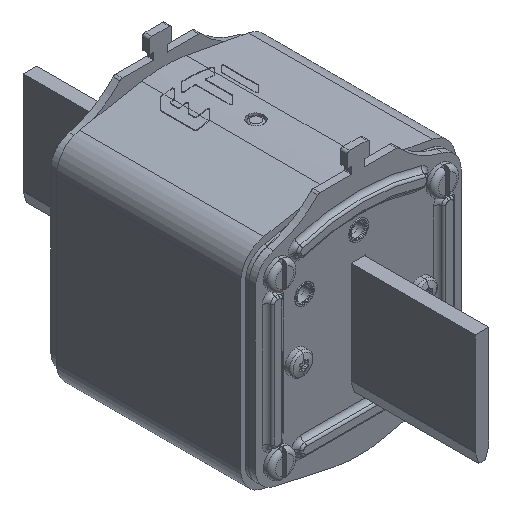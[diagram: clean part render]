
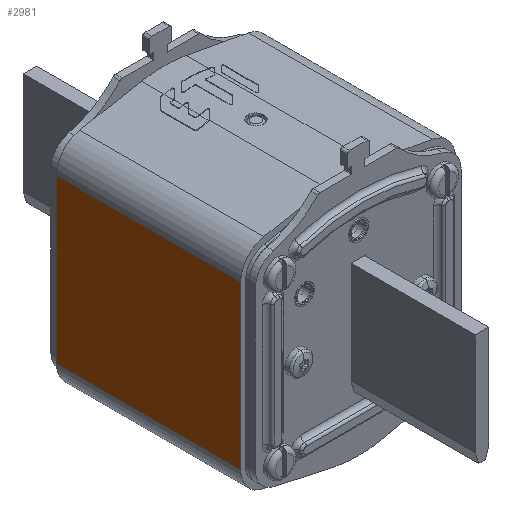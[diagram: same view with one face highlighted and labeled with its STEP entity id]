
A CAD part, isometric view. The second image highlights one B-rep face of the part: STEP entity #2981.
In plain terms, the highlighted face is planar.
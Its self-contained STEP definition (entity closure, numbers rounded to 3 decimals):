
#222=DIRECTION('',(1.,0.,0.));
#223=VECTOR('',#222,72.);
#224=CARTESIAN_POINT('',(-36.,-47.5,-40.75));
#225=LINE('',#224,#223);
#261=DIRECTION('',(0.,0.,1.));
#262=VECTOR('',#261,81.5);
#263=CARTESIAN_POINT('',(36.,-47.5,-40.75));
#264=LINE('',#263,#262);
#268=DIRECTION('',(0.,0.,1.));
#269=VECTOR('',#268,81.5);
#270=CARTESIAN_POINT('',(-36.,-47.5,-40.75));
#271=LINE('',#270,#269);
#2457=DIRECTION('',(1.,0.,0.));
#2458=VECTOR('',#2457,72.);
#2459=CARTESIAN_POINT('',(-36.,-47.5,40.75));
#2460=LINE('',#2459,#2458);
#2645=CARTESIAN_POINT('',(36.,-47.5,-40.75));
#2647=VERTEX_POINT('',#2645);
#2667=CARTESIAN_POINT('',(-36.,-47.5,-40.75));
#2668=VERTEX_POINT('',#2667);
#2669=CARTESIAN_POINT('',(36.,-47.5,40.75));
#2671=VERTEX_POINT('',#2669);
#2691=CARTESIAN_POINT('',(-36.,-47.5,40.75));
#2692=VERTEX_POINT('',#2691);
#2968=CARTESIAN_POINT('',(-36.,-47.5,-40.75));
#2969=DIRECTION('',(0.,-1.,0.));
#2970=DIRECTION('',(1.,0.,0.));
#2971=AXIS2_PLACEMENT_3D('',#2968,#2969,#2970);
#2972=PLANE('',#2971);
#2973=ORIENTED_EDGE('',*,*,#2922,.F.);
#2975=ORIENTED_EDGE('',*,*,#2974,.T.);
#2977=ORIENTED_EDGE('',*,*,#2976,.T.);
#2978=ORIENTED_EDGE('',*,*,#2952,.F.);
#2979=EDGE_LOOP('',(#2973,#2975,#2977,#2978));
#2980=FACE_OUTER_BOUND('',#2979,.F.);
#2922=EDGE_CURVE('',#2668,#2647,#225,.T.);
#2952=EDGE_CURVE('',#2647,#2671,#264,.T.);
#2974=EDGE_CURVE('',#2668,#2692,#271,.T.);
#2976=EDGE_CURVE('',#2692,#2671,#2460,.T.);
#2981=ADVANCED_FACE('',(#2980),#2972,.T.);
